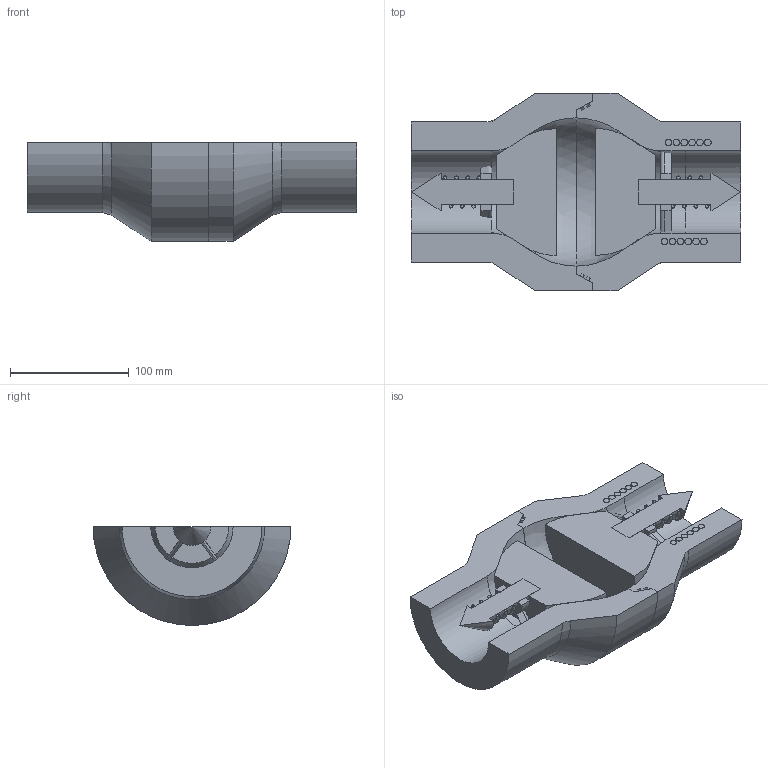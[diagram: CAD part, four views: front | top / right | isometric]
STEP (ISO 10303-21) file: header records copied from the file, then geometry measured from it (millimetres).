
FILE_DESCRIPTION(('FreeCAD Model'),'2;1');
FILE_NAME('Open CASCADE Shape Model','2025-04-27T05:22:50',('FreeCAD'),( 'FreeCAD'),'Open CASCADE STEP processor 7.6','FreeCAD','Unknown');
FILE_SCHEMA(('AUTOMOTIVE_DESIGN { 1 0 10303 214 1 1 1 1 }'));
Length unit declared in the file: millimetre
Products named in the file (1): Open CASCADE STEP translator 7.6 1
Bounding box: 276.94 x 166.24 x 83.12 mm (x, y, z)
Volume: 1599173.4 mm3; surface area: 220059.1 mm2
Topology: 27 solids, 27 shells, 171 faces, 355 edges, 236 vertices
Faces by surface type: bspline 171
Entity records: 22422 total; most frequent: CARTESIAN_POINT 20300, ORIENTED_EDGE 706, EDGE_CURVE 353, VERTEX_POINT 236, FACE_BOUND 183, EDGE_LOOP 183, ADVANCED_FACE 171, B_SPLINE_CURVE_WITH_KNOTS 144
